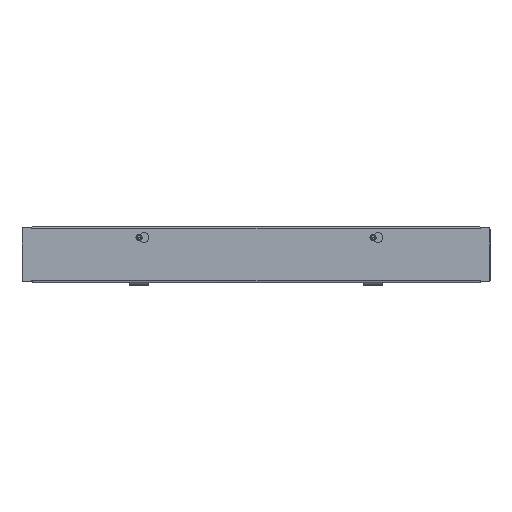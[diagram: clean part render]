
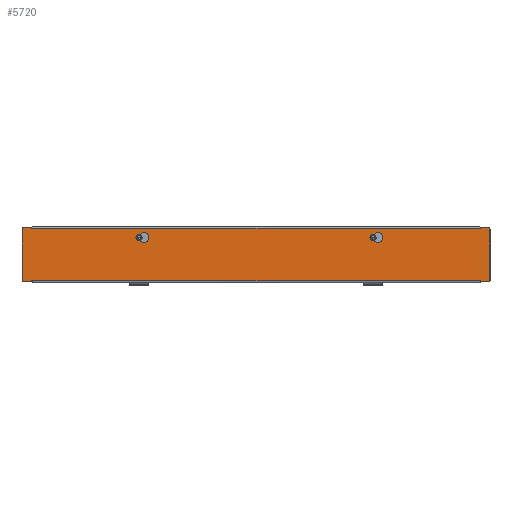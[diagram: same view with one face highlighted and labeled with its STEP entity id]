
A CAD part, top view. The second image highlights one B-rep face of the part: STEP entity #5720.
In plain terms, the highlighted planar face has unit normal (0, 0, 1).
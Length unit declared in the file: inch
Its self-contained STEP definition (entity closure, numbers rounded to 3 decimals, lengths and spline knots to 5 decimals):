
#401=LINE('',#8938,#858);
#405=LINE('',#8948,#862);
#466=LINE('',#9193,#923);
#470=LINE('',#9205,#927);
#473=LINE('',#9212,#930);
#475=LINE('',#9218,#932);
#478=LINE('',#9225,#935);
#482=LINE('',#9232,#939);
#484=LINE('',#9236,#941);
#485=LINE('',#9238,#942);
#486=LINE('',#9240,#943);
#487=LINE('',#9242,#944);
#488=LINE('',#9244,#945);
#489=LINE('',#9246,#946);
#490=LINE('',#9248,#947);
#491=LINE('',#9250,#948);
#492=LINE('',#9252,#949);
#493=LINE('',#9253,#950);
#494=LINE('',#9255,#951);
#495=LINE('',#9257,#952);
#496=LINE('',#9259,#953);
#497=LINE('',#9261,#954);
#498=LINE('',#9263,#955);
#499=LINE('',#9264,#956);
#858=VECTOR('',#7261,0.21651);
#862=VECTOR('',#7273,0.21651);
#923=VECTOR('',#7384,0.21651);
#927=VECTOR('',#7396,0.21651);
#930=VECTOR('',#7407,23.);
#932=VECTOR('',#7415,0.0002);
#935=VECTOR('',#7420,0.03145);
#939=VECTOR('',#7426,0.0002);
#941=VECTOR('',#7430,0.0002);
#942=VECTOR('',#7431,0.0002);
#943=VECTOR('',#7432,0.03145);
#944=VECTOR('',#7433,0.4998);
#945=VECTOR('',#7434,2.755);
#946=VECTOR('',#7435,0.4998);
#947=VECTOR('',#7436,0.03145);
#948=VECTOR('',#7437,0.0002);
#949=VECTOR('',#7438,0.0002);
#950=VECTOR('',#7439,23.);
#951=VECTOR('',#7440,0.0002);
#952=VECTOR('',#7441,0.0002);
#953=VECTOR('',#7442,0.03145);
#954=VECTOR('',#7443,0.4998);
#955=VECTOR('',#7444,2.755);
#956=VECTOR('',#7445,0.4998);
#1240=PLANE('',#6207);
#1452=FACE_BOUND('',#2163,.T.);
#1453=FACE_BOUND('',#2164,.T.);
#1704=FACE_OUTER_BOUND('',#2162,.T.);
#2162=EDGE_LOOP('',(#4661,#4662,#4663,#4664,#4665,#4666,#4667,#4668,#4669,
#4670,#4671,#4672,#4673,#4674,#4675,#4676,#4677,#4678,#4679,#4680));
#2163=EDGE_LOOP('',(#4681,#4682,#4683,#4684));
#2164=EDGE_LOOP('',(#4685,#4686,#4687,#4688));
#2469=CIRCLE('',#6163,0.25);
#2471=CIRCLE('',#6167,0.125);
#2478=CIRCLE('',#6196,0.25);
#2480=CIRCLE('',#6200,0.125);
#2814=VERTEX_POINT('',#8929);
#2815=VERTEX_POINT('',#8931);
#2817=VERTEX_POINT('',#8937);
#2819=VERTEX_POINT('',#8943);
#2827=VERTEX_POINT('',#9004);
#2849=VERTEX_POINT('',#9117);
#2852=VERTEX_POINT('',#9130);
#2871=VERTEX_POINT('',#9190);
#2872=VERTEX_POINT('',#9192);
#2874=VERTEX_POINT('',#9198);
#2876=VERTEX_POINT('',#9204);
#2877=VERTEX_POINT('',#9217);
#2879=VERTEX_POINT('',#9223);
#2880=VERTEX_POINT('',#9224);
#2883=VERTEX_POINT('',#9235);
#2884=VERTEX_POINT('',#9237);
#2885=VERTEX_POINT('',#9239);
#2886=VERTEX_POINT('',#9241);
#2887=VERTEX_POINT('',#9243);
#2888=VERTEX_POINT('',#9245);
#2889=VERTEX_POINT('',#9247);
#2890=VERTEX_POINT('',#9249);
#2891=VERTEX_POINT('',#9251);
#2892=VERTEX_POINT('',#9254);
#2893=VERTEX_POINT('',#9256);
#2894=VERTEX_POINT('',#9258);
#2895=VERTEX_POINT('',#9260);
#2896=VERTEX_POINT('',#9262);
#3416=EDGE_CURVE('',#2815,#2814,#2469,.T.);
#3419=EDGE_CURVE('',#2817,#2815,#401,.T.);
#3422=EDGE_CURVE('',#2819,#2817,#2471,.T.);
#3425=EDGE_CURVE('',#2814,#2819,#405,.T.);
#3499=EDGE_CURVE('',#2872,#2871,#466,.T.);
#3502=EDGE_CURVE('',#2874,#2872,#2478,.T.);
#3505=EDGE_CURVE('',#2876,#2874,#470,.T.);
#3508=EDGE_CURVE('',#2871,#2876,#2480,.T.);
#3510=EDGE_CURVE('',#2827,#2852,#473,.T.);
#3512=EDGE_CURVE('',#2877,#2827,#475,.T.);
#3515=EDGE_CURVE('',#2879,#2880,#478,.T.);
#3519=EDGE_CURVE('',#2880,#2877,#482,.T.);
#3521=EDGE_CURVE('',#2852,#2883,#484,.T.);
#3522=EDGE_CURVE('',#2883,#2884,#485,.T.);
#3523=EDGE_CURVE('',#2884,#2885,#486,.T.);
#3524=EDGE_CURVE('',#2886,#2885,#487,.T.);
#3525=EDGE_CURVE('',#2887,#2886,#488,.T.);
#3526=EDGE_CURVE('',#2888,#2887,#489,.T.);
#3527=EDGE_CURVE('',#2888,#2889,#490,.T.);
#3528=EDGE_CURVE('',#2889,#2890,#491,.T.);
#3529=EDGE_CURVE('',#2890,#2891,#492,.T.);
#3530=EDGE_CURVE('',#2891,#2849,#493,.T.);
#3531=EDGE_CURVE('',#2849,#2892,#494,.T.);
#3532=EDGE_CURVE('',#2892,#2893,#495,.T.);
#3533=EDGE_CURVE('',#2893,#2894,#496,.T.);
#3534=EDGE_CURVE('',#2895,#2894,#497,.T.);
#3535=EDGE_CURVE('',#2896,#2895,#498,.T.);
#3536=EDGE_CURVE('',#2879,#2896,#499,.T.);
#4661=ORIENTED_EDGE('',*,*,#3515,.T.);
#4662=ORIENTED_EDGE('',*,*,#3519,.T.);
#4663=ORIENTED_EDGE('',*,*,#3512,.T.);
#4664=ORIENTED_EDGE('',*,*,#3510,.T.);
#4665=ORIENTED_EDGE('',*,*,#3521,.T.);
#4666=ORIENTED_EDGE('',*,*,#3522,.T.);
#4667=ORIENTED_EDGE('',*,*,#3523,.T.);
#4668=ORIENTED_EDGE('',*,*,#3524,.F.);
#4669=ORIENTED_EDGE('',*,*,#3525,.F.);
#4670=ORIENTED_EDGE('',*,*,#3526,.F.);
#4671=ORIENTED_EDGE('',*,*,#3527,.T.);
#4672=ORIENTED_EDGE('',*,*,#3528,.T.);
#4673=ORIENTED_EDGE('',*,*,#3529,.T.);
#4674=ORIENTED_EDGE('',*,*,#3530,.T.);
#4675=ORIENTED_EDGE('',*,*,#3531,.T.);
#4676=ORIENTED_EDGE('',*,*,#3532,.T.);
#4677=ORIENTED_EDGE('',*,*,#3533,.T.);
#4678=ORIENTED_EDGE('',*,*,#3534,.F.);
#4679=ORIENTED_EDGE('',*,*,#3535,.F.);
#4680=ORIENTED_EDGE('',*,*,#3536,.F.);
#4681=ORIENTED_EDGE('',*,*,#3416,.T.);
#4682=ORIENTED_EDGE('',*,*,#3425,.T.);
#4683=ORIENTED_EDGE('',*,*,#3422,.T.);
#4684=ORIENTED_EDGE('',*,*,#3419,.T.);
#4685=ORIENTED_EDGE('',*,*,#3499,.T.);
#4686=ORIENTED_EDGE('',*,*,#3508,.T.);
#4687=ORIENTED_EDGE('',*,*,#3505,.T.);
#4688=ORIENTED_EDGE('',*,*,#3502,.T.);
#5720=ADVANCED_FACE('',(#1704,#1452,#1453),#1240,.T.);
#6163=AXIS2_PLACEMENT_3D('',#8932,#7255,#7256);
#6167=AXIS2_PLACEMENT_3D('',#8944,#7267,#7268);
#6196=AXIS2_PLACEMENT_3D('',#9199,#7390,#7391);
#6200=AXIS2_PLACEMENT_3D('',#9209,#7402,#7403);
#6207=AXIS2_PLACEMENT_3D('',#9234,#7428,#7429);
#7255=DIRECTION('center_axis',(0.,0.,-1.));
#7256=DIRECTION('ref_axis',(-0.5,-0.866,0.));
#7261=DIRECTION('',(-0.866,-0.5,0.));
#7267=DIRECTION('center_axis',(0.,0.,-1.));
#7268=DIRECTION('ref_axis',(-0.5,0.866,0.));
#7273=DIRECTION('',(0.866,-0.5,0.));
#7384=DIRECTION('',(0.866,-0.5,0.));
#7390=DIRECTION('center_axis',(0.,0.,-1.));
#7391=DIRECTION('ref_axis',(0.5,0.866,0.));
#7396=DIRECTION('',(-0.866,-0.5,0.));
#7402=DIRECTION('center_axis',(0.,0.,-1.));
#7403=DIRECTION('ref_axis',(0.5,-0.866,0.));
#7407=DIRECTION('',(-1.,0.,0.));
#7415=DIRECTION('',(0.,1.,0.));
#7420=DIRECTION('',(0.,-1.,0.));
#7426=DIRECTION('',(-1.,0.,0.));
#7428=DIRECTION('center_axis',(0.,0.,1.));
#7429=DIRECTION('ref_axis',(1.,0.,0.));
#7430=DIRECTION('',(0.,-1.,0.));
#7431=DIRECTION('',(-1.,0.,0.));
#7432=DIRECTION('',(0.,1.,0.));
#7433=DIRECTION('',(1.,0.,0.));
#7434=DIRECTION('',(0.,1.,0.));
#7435=DIRECTION('',(-1.,0.,0.));
#7436=DIRECTION('',(0.,1.,0.));
#7437=DIRECTION('',(1.,0.,0.));
#7438=DIRECTION('',(0.,-1.,0.));
#7439=DIRECTION('',(1.,0.,0.));
#7440=DIRECTION('',(0.,1.,0.));
#7441=DIRECTION('',(1.,0.,0.));
#7442=DIRECTION('',(0.,-1.,0.));
#7443=DIRECTION('',(-1.,0.,0.));
#7444=DIRECTION('',(0.,-1.,0.));
#7445=DIRECTION('',(1.,0.,0.));
#8929=CARTESIAN_POINT('',(17.875,0.71722,0.0625));
#8931=CARTESIAN_POINT('',(17.875,0.28421,0.0625));
#8932=CARTESIAN_POINT('Origin',(17.75,0.50072,0.0625));
#8937=CARTESIAN_POINT('',(18.0625,0.39246,0.0625));
#8938=CARTESIAN_POINT('',(15.90858,-0.8511,0.0625));
#8943=CARTESIAN_POINT('',(18.0625,0.60897,0.0625));
#8944=CARTESIAN_POINT('Origin',(18.,0.50072,0.0625));
#8948=CARTESIAN_POINT('',(15.62267,2.01761,0.0625));
#9004=CARTESIAN_POINT('',(23.5,2.72375,0.0625));
#9117=CARTESIAN_POINT('',(23.5,0.03125,0.0625));
#9130=CARTESIAN_POINT('',(0.5,2.72375,0.0625));
#9190=CARTESIAN_POINT('',(6.0625,0.60897,0.0625));
#9192=CARTESIAN_POINT('',(5.875,0.71722,0.0625));
#9193=CARTESIAN_POINT('',(8.12267,-0.58047,0.0625));
#9198=CARTESIAN_POINT('',(5.875,0.28421,0.0625));
#9199=CARTESIAN_POINT('Origin',(5.75,0.50072,0.0625));
#9204=CARTESIAN_POINT('',(6.0625,0.39246,0.0625));
#9205=CARTESIAN_POINT('',(8.40858,1.74697,0.0625));
#9209=CARTESIAN_POINT('Origin',(6.,0.50072,0.0625));
#9212=CARTESIAN_POINT('',(17.75,2.72375,0.0625));
#9217=CARTESIAN_POINT('',(23.5,2.72355,0.0625));
#9218=CARTESIAN_POINT('',(23.5,2.05053,0.0625));
#9223=CARTESIAN_POINT('',(23.5002,2.755,0.0625));
#9224=CARTESIAN_POINT('',(23.5002,2.72355,0.0625));
#9225=CARTESIAN_POINT('',(23.5002,2.06625,0.0625));
#9232=CARTESIAN_POINT('',(17.7501,2.72355,0.0625));
#9234=CARTESIAN_POINT('Origin',(12.,1.3775,0.0625));
#9235=CARTESIAN_POINT('',(0.5,2.72355,0.0625));
#9236=CARTESIAN_POINT('',(0.5,2.06625,0.0625));
#9237=CARTESIAN_POINT('',(0.4998,2.72355,0.0625));
#9238=CARTESIAN_POINT('',(6.25,2.72355,0.0625));
#9239=CARTESIAN_POINT('',(0.4998,2.755,0.0625));
#9240=CARTESIAN_POINT('',(0.4998,2.05053,0.0625));
#9241=CARTESIAN_POINT('',(0.,2.755,0.0625));
#9242=CARTESIAN_POINT('',(24.,2.755,0.0625));
#9243=CARTESIAN_POINT('',(0.,0.,0.0625));
#9244=CARTESIAN_POINT('',(0.,2.755,0.0625));
#9245=CARTESIAN_POINT('',(0.4998,0.,0.0625));
#9246=CARTESIAN_POINT('',(0.,0.,0.0625));
#9247=CARTESIAN_POINT('',(0.4998,0.03145,0.0625));
#9248=CARTESIAN_POINT('',(0.4998,0.68875,0.0625));
#9249=CARTESIAN_POINT('',(0.5,0.03145,0.0625));
#9250=CARTESIAN_POINT('',(6.2499,0.03145,0.0625));
#9251=CARTESIAN_POINT('',(0.5,0.03125,0.0625));
#9252=CARTESIAN_POINT('',(0.5,0.70447,0.0625));
#9253=CARTESIAN_POINT('',(6.25,0.03125,0.0625));
#9254=CARTESIAN_POINT('',(23.5,0.03145,0.0625));
#9255=CARTESIAN_POINT('',(23.5,0.68875,0.0625));
#9256=CARTESIAN_POINT('',(23.5002,0.03145,0.0625));
#9257=CARTESIAN_POINT('',(17.75,0.03145,0.0625));
#9258=CARTESIAN_POINT('',(23.5002,0.,0.0625));
#9259=CARTESIAN_POINT('',(23.5002,0.70447,0.0625));
#9260=CARTESIAN_POINT('',(24.,0.,0.0625));
#9261=CARTESIAN_POINT('',(0.,0.,0.0625));
#9262=CARTESIAN_POINT('',(24.,2.755,0.0625));
#9263=CARTESIAN_POINT('',(24.,0.,0.0625));
#9264=CARTESIAN_POINT('',(24.,2.755,0.0625));
